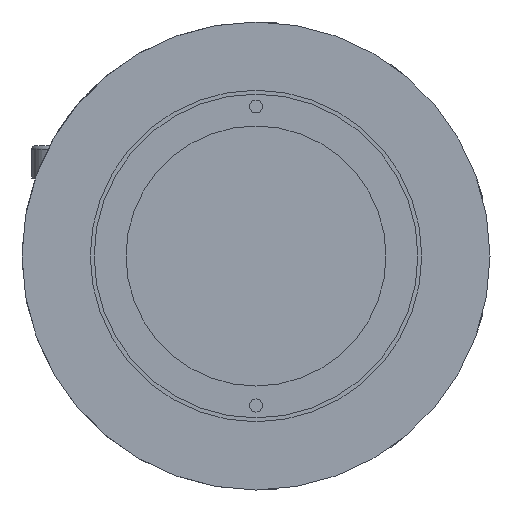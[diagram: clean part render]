
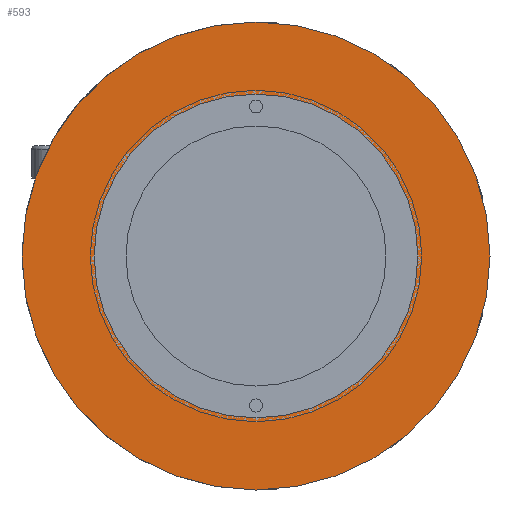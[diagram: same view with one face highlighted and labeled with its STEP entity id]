
A CAD part, left-side view. The second image highlights one B-rep face of the part: STEP entity #593.
In plain terms, the highlighted planar face has unit normal (-1, 0, 0).
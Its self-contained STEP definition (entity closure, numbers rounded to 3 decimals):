
#107 = DIRECTION ( 'NONE',  ( 1., 0., 0. ) ) ;
#111 = AXIS2_PLACEMENT_3D ( 'NONE', #1352, #118, #1573 ) ;
#118 = DIRECTION ( 'NONE',  ( -1., 0., 0. ) ) ;
#174 = ORIENTED_EDGE ( 'NONE', *, *, #646, .T. ) ;
#292 = CARTESIAN_POINT ( 'NONE',  ( 0., 0., -18. ) ) ;
#312 = CARTESIAN_POINT ( 'NONE',  ( 0., 0., 0. ) ) ;
#336 = VERTEX_POINT ( 'NONE', #631 ) ;
#376 = AXIS2_PLACEMENT_3D ( 'NONE', #1787, #107, #2458 ) ;
#484 = VERTEX_POINT ( 'NONE', #2533 ) ;
#573 = ORIENTED_EDGE ( 'NONE', *, *, #2079, .F. ) ;
#593 = ADVANCED_FACE ( 'NONE', ( #1621, #1070 ), #1155, .F. ) ;
#631 = CARTESIAN_POINT ( 'NONE',  ( 0., 0., 18. ) ) ;
#646 = EDGE_CURVE ( 'NONE', #336, #2412, #2054, .T. ) ;
#655 = CARTESIAN_POINT ( 'NONE',  ( 0., 0., 0. ) ) ;
#701 = EDGE_CURVE ( 'NONE', #484, #945, #1433, .T. ) ;
#726 = DIRECTION ( 'NONE',  ( -1., 0., 0. ) ) ;
#738 = DIRECTION ( 'NONE',  ( 0., 0., 1. ) ) ;
#856 = DIRECTION ( 'NONE',  ( 0., 0., 1. ) ) ;
#878 = AXIS2_PLACEMENT_3D ( 'NONE', #1137, #2628, #738 ) ;
#945 = VERTEX_POINT ( 'NONE', #1017 ) ;
#1005 = ORIENTED_EDGE ( 'NONE', *, *, #1836, .T. ) ;
#1017 = CARTESIAN_POINT ( 'NONE',  ( 0., 0., -12.45 ) ) ;
#1070 = FACE_OUTER_BOUND ( 'NONE', #2484, .T. ) ;
#1137 = CARTESIAN_POINT ( 'NONE',  ( 0., 0., 0. ) ) ;
#1154 = ORIENTED_EDGE ( 'NONE', *, *, #701, .F. ) ;
#1155 = PLANE ( 'NONE',  #376 ) ;
#1352 = CARTESIAN_POINT ( 'NONE',  ( 0., 0., 0. ) ) ;
#1433 = CIRCLE ( 'NONE', #2577, 12.45 ) ;
#1573 = DIRECTION ( 'NONE',  ( 0., 0., 1. ) ) ;
#1621 = FACE_BOUND ( 'NONE', #1714, .T. ) ;
#1714 = EDGE_LOOP ( 'NONE', ( #1154, #573 ) ) ;
#1787 = CARTESIAN_POINT ( 'NONE',  ( 0., 18., 0. ) ) ;
#1836 = EDGE_CURVE ( 'NONE', #2412, #336, #2677, .T. ) ;
#2054 = CIRCLE ( 'NONE', #878, 18. ) ;
#2066 = AXIS2_PLACEMENT_3D ( 'NONE', #655, #2093, #856 ) ;
#2079 = EDGE_CURVE ( 'NONE', #945, #484, #2588, .T. ) ;
#2093 = DIRECTION ( 'NONE',  ( -1., 0., 0. ) ) ;
#2163 = DIRECTION ( 'NONE',  ( 0., 0., 1. ) ) ;
#2412 = VERTEX_POINT ( 'NONE', #292 ) ;
#2458 = DIRECTION ( 'NONE',  ( 0., 0., -1. ) ) ;
#2484 = EDGE_LOOP ( 'NONE', ( #174, #1005 ) ) ;
#2533 = CARTESIAN_POINT ( 'NONE',  ( 0., 0., 12.45 ) ) ;
#2577 = AXIS2_PLACEMENT_3D ( 'NONE', #312, #726, #2163 ) ;
#2588 = CIRCLE ( 'NONE', #2066, 12.45 ) ;
#2628 = DIRECTION ( 'NONE',  ( -1., 0., 0. ) ) ;
#2677 = CIRCLE ( 'NONE', #111, 18. ) ;
